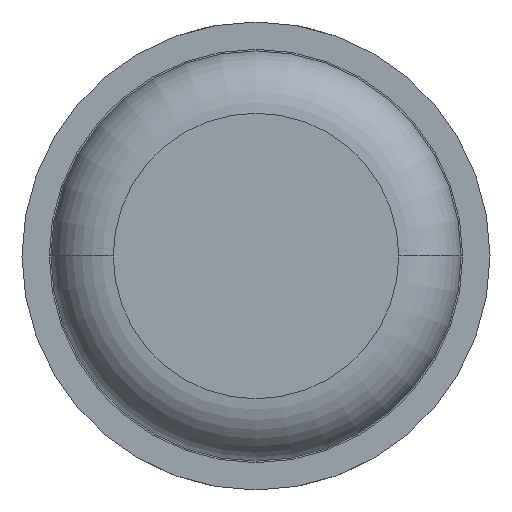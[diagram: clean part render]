
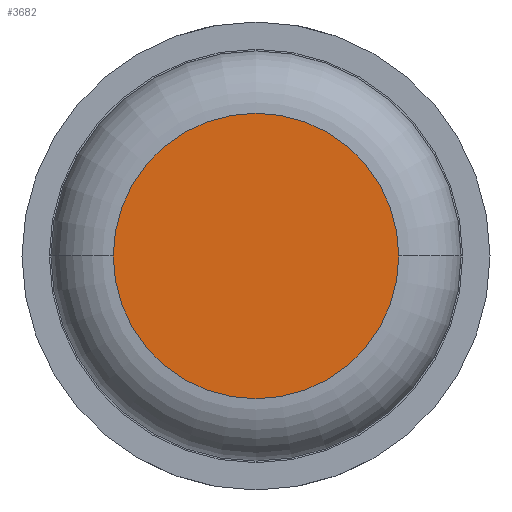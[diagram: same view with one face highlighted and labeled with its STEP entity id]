
A CAD part, front view. The second image highlights one B-rep face of the part: STEP entity #3682.
In plain terms, the highlighted planar face has unit normal (0, -1, 0).
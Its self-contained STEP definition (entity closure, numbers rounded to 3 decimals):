
#96 = EDGE_CURVE ( 'Defeature ausgef�hrt1_6+Defeature ausgef�hrt1_7+Defeature ausgef�hrt1_7+Defeature ausgef�hrt1_7', #3768, #2134, #1050, .T. ) ;
#263 = PLANE ( 'NONE',  #3359 ) ;
#273 = DIRECTION ( 'NONE',  ( -1., 0., 0. ) ) ;
#430 = CARTESIAN_POINT ( 'NONE',  ( -0.915, 0., 0. ) ) ;
#508 = CARTESIAN_POINT ( 'NONE',  ( 0., 0., 0. ) ) ;
#735 = AXIS2_PLACEMENT_3D ( 'NONE', #4507, #4171, #2063 ) ;
#804 = CARTESIAN_POINT ( 'NONE',  ( 0.915, 0., 0. ) ) ;
#994 = CARTESIAN_POINT ( 'NONE',  ( 0., 0., 0. ) ) ;
#1050 = CIRCLE ( 'NONE', #735, 0.915 ) ;
#1734 = EDGE_LOOP ( 'NONE', ( #1758, #1785 ) ) ;
#1758 = ORIENTED_EDGE ( 'NONE', *, *, #96, .T. ) ;
#1785 = ORIENTED_EDGE ( 'NONE', *, *, #2154, .T. ) ;
#2063 = DIRECTION ( 'NONE',  ( -1., 0., 0. ) ) ;
#2134 = VERTEX_POINT ( 'NONE', #804 ) ;
#2154 = EDGE_CURVE ( 'Defeature ausgef�hrt1_6+Defeature ausgef�hrt1_7+Defeature ausgef�hrt1_7+Defeature ausgef�hrt1_7', #2134, #3768, #2657, .T. ) ;
#2342 = AXIS2_PLACEMENT_3D ( 'NONE', #508, #3753, #4413 ) ;
#2386 = FACE_OUTER_BOUND ( 'NONE', #1734, .T. ) ;
#2657 = CIRCLE ( 'NONE', #2342, 0.915 ) ;
#3169 = DIRECTION ( 'NONE',  ( 0., 1., 0. ) ) ;
#3359 = AXIS2_PLACEMENT_3D ( 'NONE', #994, #3169, #273 ) ;
#3682 = ADVANCED_FACE ( 'Defeature ausgef�hrt1_6', ( #2386 ), #263, .F. ) ;
#3753 = DIRECTION ( 'NONE',  ( 0., -1., 0. ) ) ;
#3768 = VERTEX_POINT ( 'NONE', #430 ) ;
#4171 = DIRECTION ( 'NONE',  ( 0., -1., 0. ) ) ;
#4413 = DIRECTION ( 'NONE',  ( -1., 0., 0. ) ) ;
#4507 = CARTESIAN_POINT ( 'NONE',  ( 0., 0., 0. ) ) ;
